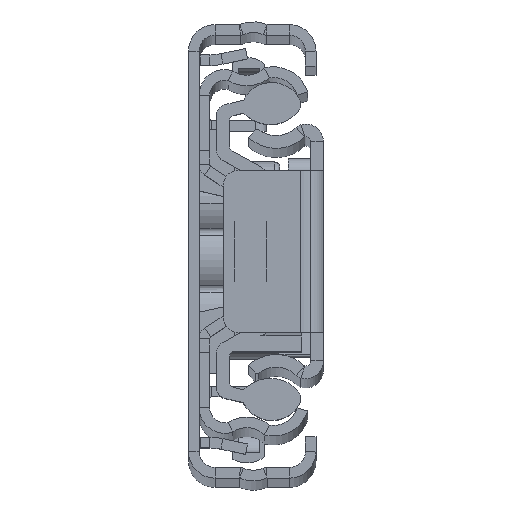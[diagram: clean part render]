
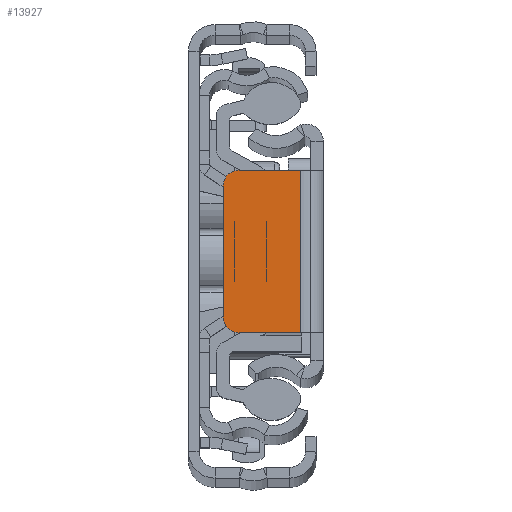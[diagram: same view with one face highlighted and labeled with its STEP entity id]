
A CAD part, top view. The second image highlights one B-rep face of the part: STEP entity #13927.
In plain terms, the highlighted planar face has unit normal (0, 0, 1).
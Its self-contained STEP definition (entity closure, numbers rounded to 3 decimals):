
#189 = VERTEX_POINT ( 'NONE', #16113 ) ;
#867 = CARTESIAN_POINT ( 'NONE',  ( -7.95, -7.65, 0. ) ) ;
#1064 = VECTOR ( 'NONE', #1612, 1000. ) ;
#1612 = DIRECTION ( 'NONE',  ( 0., -1., 0. ) ) ;
#1838 = CARTESIAN_POINT ( 'NONE',  ( 0., -7.65, 0. ) ) ;
#2379 = CARTESIAN_POINT ( 'NONE',  ( -2.2, -7.65, 0. ) ) ;
#2867 = DIRECTION ( 'NONE',  ( 0., 0., 1. ) ) ;
#3026 = LINE ( 'NONE', #13339, #17683 ) ;
#3212 = DIRECTION ( 'NONE',  ( 0., 0., 1. ) ) ;
#3275 = LINE ( 'NONE', #16926, #1064 ) ;
#3389 = DIRECTION ( 'NONE',  ( 1., 0., 0. ) ) ;
#3433 = ORIENTED_EDGE ( 'NONE', *, *, #16410, .T. ) ;
#4997 = DIRECTION ( 'NONE',  ( -1., 0., 0. ) ) ;
#5730 = ORIENTED_EDGE ( 'NONE', *, *, #15902, .T. ) ;
#5820 = VERTEX_POINT ( 'NONE', #21779 ) ;
#5879 = VECTOR ( 'NONE', #3389, 1000. ) ;
#6008 = VERTEX_POINT ( 'NONE', #867 ) ;
#6804 = CARTESIAN_POINT ( 'NONE',  ( -9.45, 6.15, 0. ) ) ;
#8333 = VERTEX_POINT ( 'NONE', #12736 ) ;
#8535 = LINE ( 'NONE', #1838, #5879 ) ;
#10916 = FACE_OUTER_BOUND ( 'NONE', #13117, .T. ) ;
#11475 = EDGE_CURVE ( 'NONE', #8333, #20283, #17820, .T. ) ;
#11623 = ORIENTED_EDGE ( 'NONE', *, *, #12221, .T. ) ;
#11981 = VERTEX_POINT ( 'NONE', #19063 ) ;
#12221 = EDGE_CURVE ( 'NONE', #20283, #189, #3275, .T. ) ;
#12736 = CARTESIAN_POINT ( 'NONE',  ( -7.95, 7.65, 0. ) ) ;
#13117 = EDGE_LOOP ( 'NONE', ( #11623, #17716, #5730, #20867, #3433, #14239 ) ) ;
#13339 = CARTESIAN_POINT ( 'NONE',  ( 0., 7.65, 0. ) ) ;
#13484 = AXIS2_PLACEMENT_3D ( 'NONE', #14835, #2867, #21650 ) ;
#13927 = ADVANCED_FACE ( 'NONE', ( #10916 ), #19420, .F. ) ;
#14165 = EDGE_CURVE ( 'NONE', #189, #6008, #17761, .T. ) ;
#14239 = ORIENTED_EDGE ( 'NONE', *, *, #11475, .T. ) ;
#14835 = CARTESIAN_POINT ( 'NONE',  ( -7.95, -6.15, 0. ) ) ;
#15192 = CARTESIAN_POINT ( 'NONE',  ( -7.95, 6.15, 0. ) ) ;
#15902 = EDGE_CURVE ( 'NONE', #6008, #5820, #8535, .T. ) ;
#16008 = EDGE_CURVE ( 'NONE', #11981, #5820, #19609, .T. ) ;
#16113 = CARTESIAN_POINT ( 'NONE',  ( -9.45, -6.15, 0. ) ) ;
#16410 = EDGE_CURVE ( 'NONE', #11981, #8333, #3026, .T. ) ;
#16926 = CARTESIAN_POINT ( 'NONE',  ( -9.45, 0., 0. ) ) ;
#17664 = VECTOR ( 'NONE', #17937, 1000. ) ;
#17683 = VECTOR ( 'NONE', #20240, 1000. ) ;
#17716 = ORIENTED_EDGE ( 'NONE', *, *, #14165, .T. ) ;
#17761 = CIRCLE ( 'NONE', #13484, 1.5 ) ;
#17820 = CIRCLE ( 'NONE', #19944, 1.5 ) ;
#17937 = DIRECTION ( 'NONE',  ( 0., -1., 0. ) ) ;
#19063 = CARTESIAN_POINT ( 'NONE',  ( -2.2, 7.65, 0. ) ) ;
#19420 = PLANE ( 'NONE',  #20584 ) ;
#19609 = LINE ( 'NONE', #2379, #17664 ) ;
#19944 = AXIS2_PLACEMENT_3D ( 'NONE', #15192, #3212, #4997 ) ;
#20240 = DIRECTION ( 'NONE',  ( -1., 0., 0. ) ) ;
#20283 = VERTEX_POINT ( 'NONE', #6804 ) ;
#20584 = AXIS2_PLACEMENT_3D ( 'NONE', #20872, #20763, #21218 ) ;
#20763 = DIRECTION ( 'NONE',  ( 0., 0., -1. ) ) ;
#20867 = ORIENTED_EDGE ( 'NONE', *, *, #16008, .F. ) ;
#20872 = CARTESIAN_POINT ( 'NONE',  ( 0., 0., 0. ) ) ;
#21218 = DIRECTION ( 'NONE',  ( -1., 0., 0. ) ) ;
#21650 = DIRECTION ( 'NONE',  ( -1., 0., 0. ) ) ;
#21779 = CARTESIAN_POINT ( 'NONE',  ( -2.2, -7.65, 0. ) ) ;
